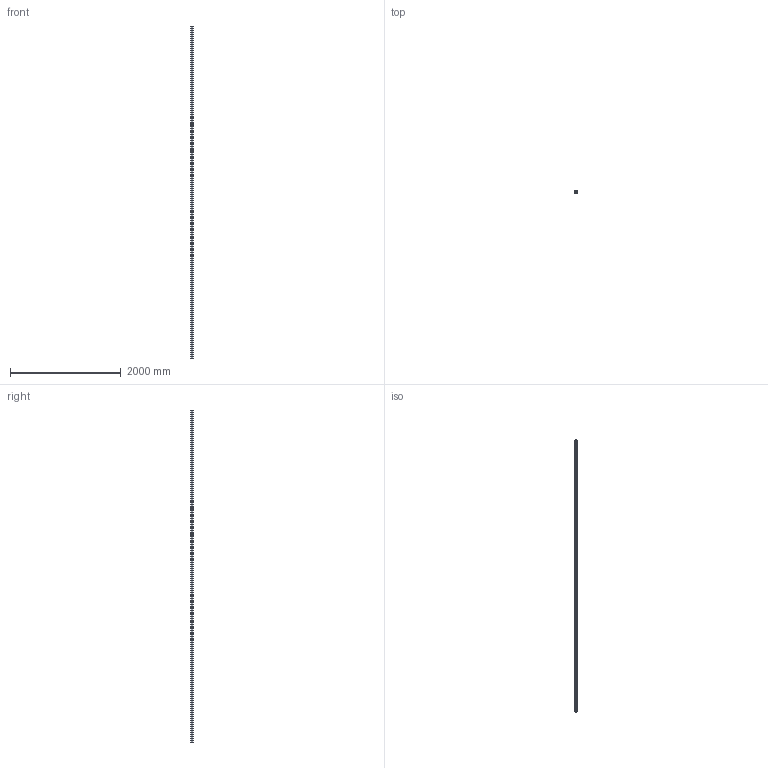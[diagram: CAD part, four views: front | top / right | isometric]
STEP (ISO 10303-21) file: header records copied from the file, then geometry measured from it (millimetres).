
FILE_DESCRIPTION (( 'STEP AP203' ), '1' );
FILE_NAME ('C01-7.STEP', '2018-04-02T17:09:07', ( 'User2' ), ( '' ), 'SwSTEP 2.0', 'SolidWorks 2007', '' );
FILE_SCHEMA (( 'CONFIG_CONTROL_DESIGN' ));
Length unit declared in the file: millimetre
Products named in the file (1): C01-7
Bounding box: 40 x 40 x 6000 mm (x, y, z)
Volume: 3574877.6 mm3; surface area: 3208905.5 mm2
Topology: 1 solids, 1 shells, 329 faces, 981 edges, 654 vertices
Faces by surface type: cylinder 219, plane 110
Entity records: 11350 total; most frequent: DIRECTION 2079, CARTESIAN_POINT 1965, ORIENTED_EDGE 1962, EDGE_CURVE 981, AXIS2_PLACEMENT_3D 768, VERTEX_POINT 654, LINE 543, VECTOR 543
